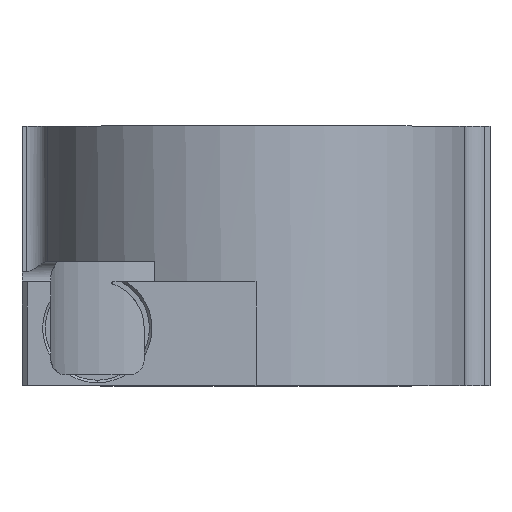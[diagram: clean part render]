
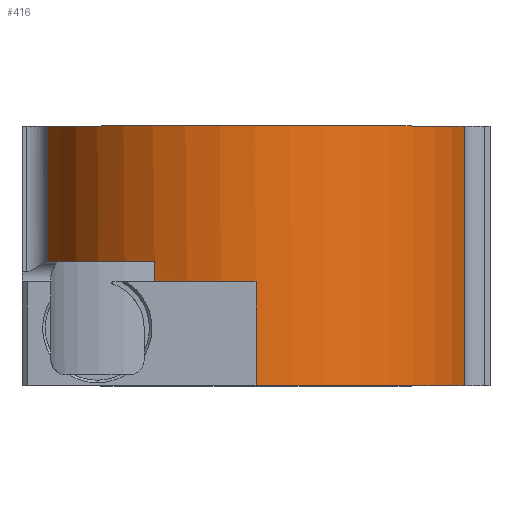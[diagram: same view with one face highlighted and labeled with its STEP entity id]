
A CAD part, top view. The second image highlights one B-rep face of the part: STEP entity #416.
In plain terms, the highlighted cylindrical face has radius 41.5 mm (diameter 83 mm), a partial arc.
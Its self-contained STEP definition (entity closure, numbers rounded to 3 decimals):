
#57 = VERTEX_POINT ( 'NONE', #2655 ) ;
#151 = VECTOR ( 'NONE', #1548, 1000. ) ;
#280 = EDGE_CURVE ( 'NONE', #4524, #4970, #3392, .T. ) ;
#416 = ADVANCED_FACE ( 'NONE', ( #4889 ), #4439, .T. ) ;
#486 = AXIS2_PLACEMENT_3D ( 'NONE', #5498, #3186, #2236 ) ;
#515 = VERTEX_POINT ( 'NONE', #2348 ) ;
#722 = CARTESIAN_POINT ( 'NONE',  ( 19.5, 21.9, -36.633 ) ) ;
#726 = CARTESIAN_POINT ( 'NONE',  ( -40.07, -2., -10.8 ) ) ;
#814 = CARTESIAN_POINT ( 'NONE',  ( 0., 17.9, -41.5 ) ) ;
#840 = EDGE_CURVE ( 'NONE', #4288, #2971, #1270, .T. ) ;
#865 = EDGE_CURVE ( 'NONE', #515, #1075, #2038, .T. ) ;
#1075 = VERTEX_POINT ( 'NONE', #722 ) ;
#1137 = CIRCLE ( 'NONE', #2087, 41.5 ) ;
#1152 = DIRECTION ( 'NONE',  ( 0., 1., 0. ) ) ;
#1192 = CARTESIAN_POINT ( 'NONE',  ( 0., 17.9, -41.5 ) ) ;
#1207 = DIRECTION ( 'NONE',  ( 0., 1., 0. ) ) ;
#1240 = CIRCLE ( 'NONE', #3244, 41.5 ) ;
#1270 = LINE ( 'NONE', #4376, #2538 ) ;
#1288 = DIRECTION ( 'NONE',  ( 0., -1., 0. ) ) ;
#1411 = CARTESIAN_POINT ( 'NONE',  ( 0., -2., 0. ) ) ;
#1548 = DIRECTION ( 'NONE',  ( 0., 1., 0. ) ) ;
#1889 = CARTESIAN_POINT ( 'NONE',  ( 40.183, 21.9, -10.372 ) ) ;
#2038 = LINE ( 'NONE', #4345, #5215 ) ;
#2087 = AXIS2_PLACEMENT_3D ( 'NONE', #1411, #1288, #3551 ) ;
#2202 = CARTESIAN_POINT ( 'NONE',  ( 0., 17.9, 0. ) ) ;
#2210 = CARTESIAN_POINT ( 'NONE',  ( -40.07, 47.9, -10.8 ) ) ;
#2236 = DIRECTION ( 'NONE',  ( 0.968, 0., -0.25 ) ) ;
#2348 = CARTESIAN_POINT ( 'NONE',  ( 19.5, 17.9, -36.633 ) ) ;
#2385 = ORIENTED_EDGE ( 'NONE', *, *, #3447, .F. ) ;
#2432 = ORIENTED_EDGE ( 'NONE', *, *, #865, .F. ) ;
#2509 = ORIENTED_EDGE ( 'NONE', *, *, #4256, .T. ) ;
#2516 = LINE ( 'NONE', #814, #4383 ) ;
#2519 = EDGE_LOOP ( 'NONE', ( #5608, #5645, #3111, #2432, #2509, #3553, #2385, #3871 ) ) ;
#2538 = VECTOR ( 'NONE', #1152, 1000. ) ;
#2630 = DIRECTION ( 'NONE',  ( 0., -1., 0. ) ) ;
#2655 = CARTESIAN_POINT ( 'NONE',  ( 0., -2., -41.5 ) ) ;
#2665 = CIRCLE ( 'NONE', #5915, 41.5 ) ;
#2812 = DIRECTION ( 'NONE',  ( 0., 1., 0. ) ) ;
#2971 = VERTEX_POINT ( 'NONE', #3083 ) ;
#3083 = CARTESIAN_POINT ( 'NONE',  ( 40.183, 47.9, -10.372 ) ) ;
#3111 = ORIENTED_EDGE ( 'NONE', *, *, #3632, .T. ) ;
#3186 = DIRECTION ( 'NONE',  ( 0., 1., 0. ) ) ;
#3244 = AXIS2_PLACEMENT_3D ( 'NONE', #4470, #3985, #5067 ) ;
#3315 = EDGE_CURVE ( 'NONE', #4804, #57, #2516, .T. ) ;
#3392 = LINE ( 'NONE', #3779, #151 ) ;
#3427 = CIRCLE ( 'NONE', #486, 41.5 ) ;
#3447 = EDGE_CURVE ( 'NONE', #4524, #57, #1137, .T. ) ;
#3476 = DIRECTION ( 'NONE',  ( 0., 1., 0. ) ) ;
#3551 = DIRECTION ( 'NONE',  ( -0.966, 0., -0.26 ) ) ;
#3553 = ORIENTED_EDGE ( 'NONE', *, *, #3315, .T. ) ;
#3632 = EDGE_CURVE ( 'NONE', #4288, #1075, #2665, .T. ) ;
#3779 = CARTESIAN_POINT ( 'NONE',  ( -40.07, -2., -10.8 ) ) ;
#3854 = EDGE_CURVE ( 'NONE', #2971, #4970, #3427, .T. ) ;
#3871 = ORIENTED_EDGE ( 'NONE', *, *, #280, .T. ) ;
#3985 = DIRECTION ( 'NONE',  ( 0., 1., 0. ) ) ;
#4256 = EDGE_CURVE ( 'NONE', #515, #4804, #1240, .T. ) ;
#4257 = AXIS2_PLACEMENT_3D ( 'NONE', #2202, #3476, #5789 ) ;
#4288 = VERTEX_POINT ( 'NONE', #1889 ) ;
#4345 = CARTESIAN_POINT ( 'NONE',  ( 19.5, 17.9, -36.633 ) ) ;
#4376 = CARTESIAN_POINT ( 'NONE',  ( 40.183, 21.9, -10.372 ) ) ;
#4383 = VECTOR ( 'NONE', #2630, 1000. ) ;
#4439 = CYLINDRICAL_SURFACE ( 'NONE', #4257, 41.5 ) ;
#4470 = CARTESIAN_POINT ( 'NONE',  ( 0., 17.9, 0. ) ) ;
#4524 = VERTEX_POINT ( 'NONE', #726 ) ;
#4804 = VERTEX_POINT ( 'NONE', #1192 ) ;
#4889 = FACE_OUTER_BOUND ( 'NONE', #2519, .T. ) ;
#4970 = VERTEX_POINT ( 'NONE', #2210 ) ;
#5067 = DIRECTION ( 'NONE',  ( 0.47, 0., -0.883 ) ) ;
#5215 = VECTOR ( 'NONE', #1207, 1000. ) ;
#5498 = CARTESIAN_POINT ( 'NONE',  ( 0., 47.9, 0. ) ) ;
#5593 = DIRECTION ( 'NONE',  ( 0.968, 0., -0.25 ) ) ;
#5608 = ORIENTED_EDGE ( 'NONE', *, *, #3854, .F. ) ;
#5623 = CARTESIAN_POINT ( 'NONE',  ( 0., 21.9, 0. ) ) ;
#5645 = ORIENTED_EDGE ( 'NONE', *, *, #840, .F. ) ;
#5789 = DIRECTION ( 'NONE',  ( -1., 0., 0. ) ) ;
#5915 = AXIS2_PLACEMENT_3D ( 'NONE', #5623, #2812, #5593 ) ;
